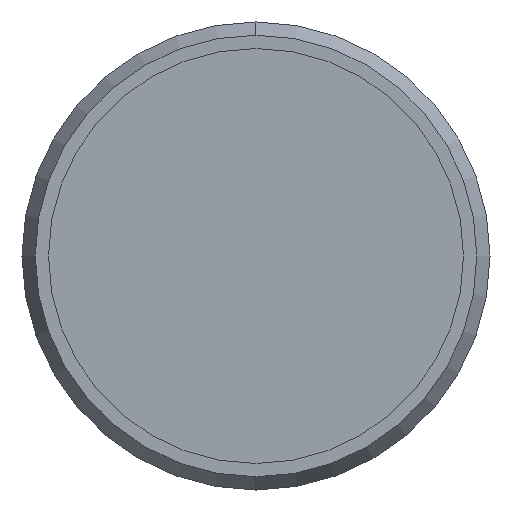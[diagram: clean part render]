
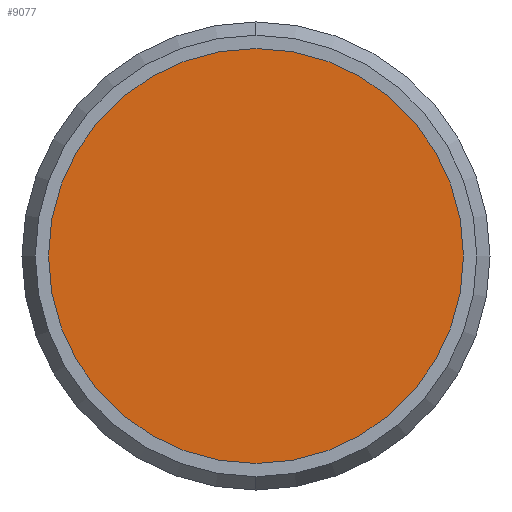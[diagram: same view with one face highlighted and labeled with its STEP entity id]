
A CAD part, left-side view. The second image highlights one B-rep face of the part: STEP entity #9077.
In plain terms, the highlighted face is planar.
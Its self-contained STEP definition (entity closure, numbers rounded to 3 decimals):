
#8692=CARTESIAN_POINT('',(0.,0.,0.));
#8693=DIRECTION('',(0.,1.,0.));
#8694=DIRECTION('',(0.,0.,1.));
#8695=AXIS2_PLACEMENT_3D('',#8692,#8693,#8694);
#8697=CARTESIAN_POINT('',(0.,0.,0.));
#8698=DIRECTION('',(0.,1.,0.));
#8699=DIRECTION('',(0.,0.,-1.));
#8700=AXIS2_PLACEMENT_3D('',#8697,#8698,#8699);
#9010=CARTESIAN_POINT('',(0.,0.,13.3));
#9011=CARTESIAN_POINT('',(0.,0.,-13.3));
#9012=VERTEX_POINT('',#9010);
#9013=VERTEX_POINT('',#9011);
#9066=CARTESIAN_POINT('',(0.,0.,0.));
#9067=DIRECTION('',(0.,1.,0.));
#9068=DIRECTION('',(1.,0.,0.));
#9069=AXIS2_PLACEMENT_3D('',#9066,#9067,#9068);
#9070=PLANE('',#9069);
#9072=ORIENTED_EDGE('',*,*,#9071,.T.);
#9074=ORIENTED_EDGE('',*,*,#9073,.T.);
#9075=EDGE_LOOP('',(#9072,#9074));
#9076=FACE_OUTER_BOUND('',#9075,.F.);
#9077=ADVANCED_FACE('',(#9076),#9070,.F.);
#8696=CIRCLE('',#8695,13.3);
#8701=CIRCLE('',#8700,13.3);
#9071=EDGE_CURVE('',#9012,#9013,#8696,.T.);
#9073=EDGE_CURVE('',#9013,#9012,#8701,.T.);
